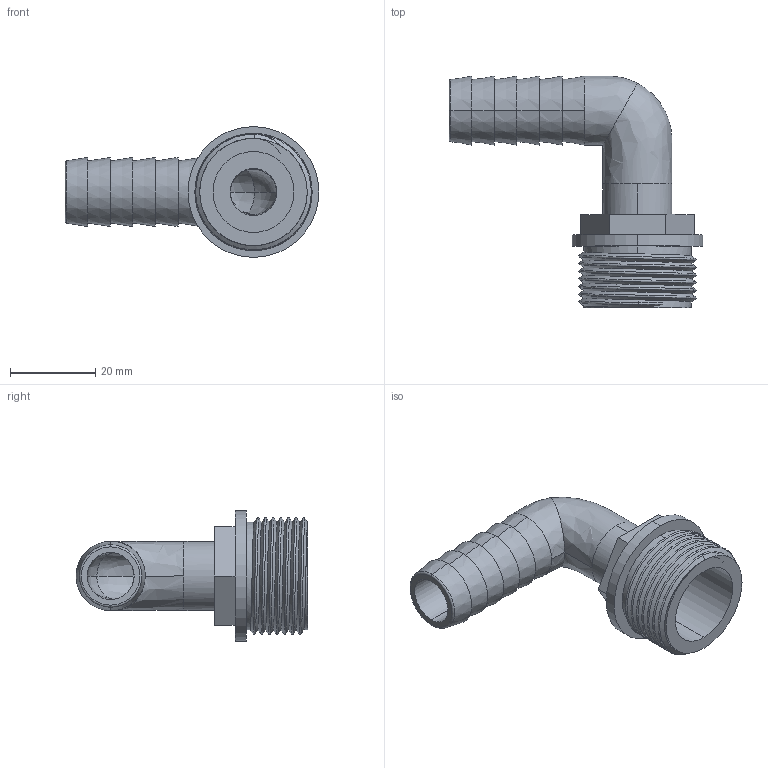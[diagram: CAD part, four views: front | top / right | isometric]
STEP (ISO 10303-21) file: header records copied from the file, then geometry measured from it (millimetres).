
FILE_DESCRIPTION (( 'STEP AP203' ), '1' );
FILE_NAME ('00131_0516.STEP', '2017-05-09T14:48:56', ( '' ), ( '' ), 'SwSTEP 2.0', 'SolidWorks 2011', '' );
FILE_SCHEMA (( 'CONFIG_CONTROL_DESIGN' ));
Length unit declared in the file: millimetre
Products named in the file (1): 00131_0516
Bounding box: 59.56 x 54.41 x 30.7 mm (x, y, z)
Volume: 13826.2 mm3; surface area: 10638 mm2
Topology: 3 solids, 3 shells, 76 faces, 175 edges, 114 vertices
Faces by surface type: plane 23, cone 20, cylinder 16, bspline 13, torus 4
Entity records: 5057 total; most frequent: CARTESIAN_POINT 3296, ORIENTED_EDGE 350, DIRECTION 344, EDGE_CURVE 175, AXIS2_PLACEMENT_3D 136, VERTEX_POINT 114, EDGE_LOOP 87, ADVANCED_FACE 76
